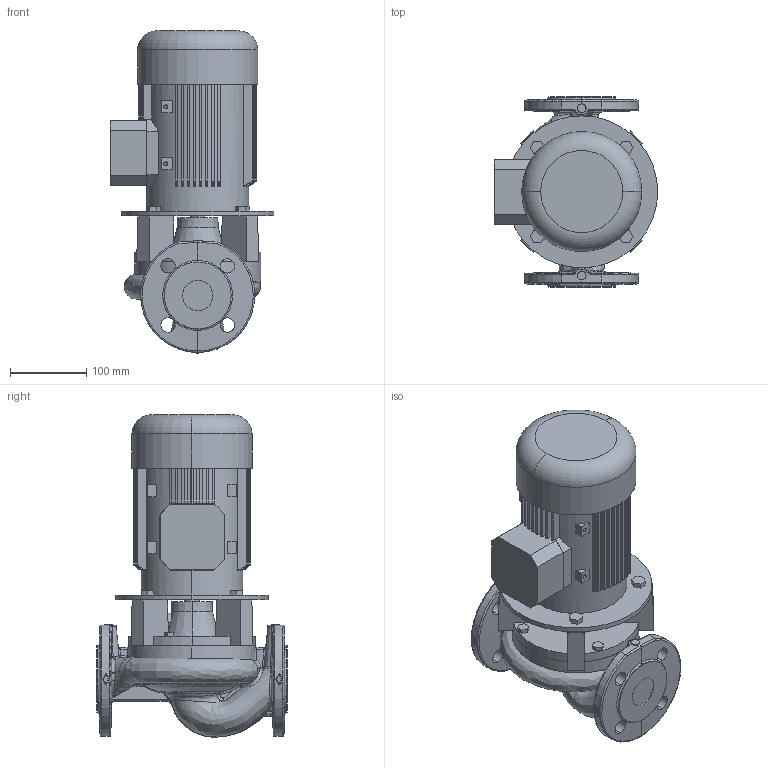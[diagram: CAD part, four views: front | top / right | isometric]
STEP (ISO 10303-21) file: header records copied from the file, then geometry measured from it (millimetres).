
FILE_DESCRIPTION (( 'STEP AP203' ), '1' );
FILE_NAME ('VariA 40-9.STEP', '2014-07-08T08:40:24', ( '' ), ( '' ), 'SwSTEP 2.0', 'SolidWorks 2011', '' );
FILE_SCHEMA (( 'CONFIG_CONTROL_DESIGN' ));
Products named in the file (1): VariA 40-9
Bounding box: 215 x 250 x 423.9 mm (x, y, z)
Volume: 7220500.6 mm3; surface area: 563041.7 mm2
Topology: 4 solids, 4 shells, 850 faces, 2166 edges, 1297 vertices
Faces by surface type: bspline 272, plane 254, cylinder 177, cone 59, torus 46, sphere 42
Entity records: 47056 total; most frequent: CARTESIAN_POINT 28916, ORIENTED_EDGE 4212, DIRECTION 3175, EDGE_CURVE 2106, VERTEX_POINT 1295, AXIS2_PLACEMENT_3D 1226, EDGE_LOOP 897, ADVANCED_FACE 850
